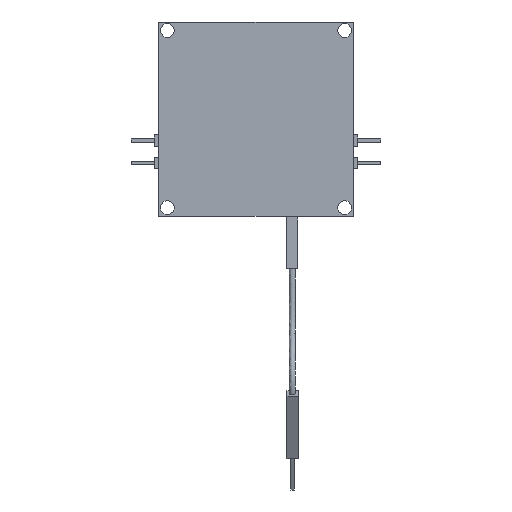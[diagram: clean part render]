
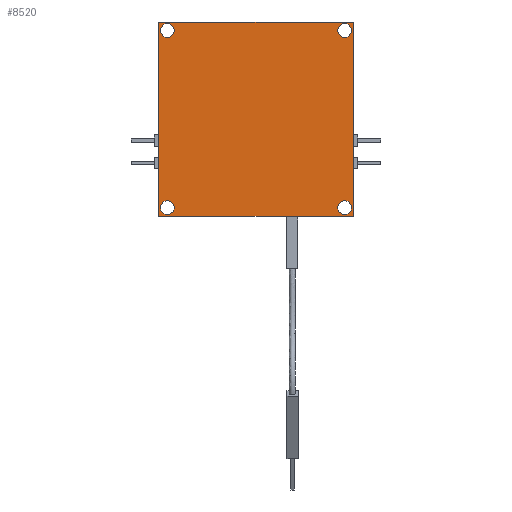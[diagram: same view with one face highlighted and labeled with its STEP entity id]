
A CAD part, front view. The second image highlights one B-rep face of the part: STEP entity #8520.
In plain terms, the highlighted planar face has unit normal (0, -1, 0).
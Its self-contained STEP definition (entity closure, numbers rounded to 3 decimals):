
#165 = AXIS2_PLACEMENT_3D ( 'NONE', #3164, #2202, #8212 ) ;
#313 = VERTEX_POINT ( 'NONE', #8428 ) ;
#413 = EDGE_CURVE ( 'NONE', #4257, #3156, #1045, .T. ) ;
#734 = DIRECTION ( 'NONE',  ( 0., 1., 0. ) ) ;
#767 = EDGE_CURVE ( 'NONE', #1033, #10300, #4858, .T. ) ;
#787 = EDGE_CURVE ( 'NONE', #10300, #1033, #6853, .T. ) ;
#803 = DIRECTION ( 'NONE',  ( 0., 0., 1. ) ) ;
#833 = CARTESIAN_POINT ( 'NONE',  ( 19.8, 0., 18.25 ) ) ;
#910 = ORIENTED_EDGE ( 'NONE', *, *, #767, .T. ) ;
#1033 = VERTEX_POINT ( 'NONE', #11180 ) ;
#1045 = LINE ( 'NONE', #10582, #8656 ) ;
#1075 = VECTOR ( 'NONE', #11200, 1000. ) ;
#1199 = DIRECTION ( 'NONE',  ( 0., 1., 0. ) ) ;
#1290 = EDGE_LOOP ( 'NONE', ( #910, #9984 ) ) ;
#1385 = DIRECTION ( 'NONE',  ( 0., 0., 1. ) ) ;
#1548 = EDGE_LOOP ( 'NONE', ( #5951, #8035 ) ) ;
#1577 = FACE_BOUND ( 'NONE', #11085, .T. ) ;
#1693 = FACE_OUTER_BOUND ( 'NONE', #7700, .T. ) ;
#2116 = CARTESIAN_POINT ( 'NONE',  ( 19.8, 0., 19.8 ) ) ;
#2202 = DIRECTION ( 'NONE',  ( 0., 1., 0. ) ) ;
#2300 = CARTESIAN_POINT ( 'NONE',  ( 19.8, 0., -19.8 ) ) ;
#2423 = DIRECTION ( 'NONE',  ( 0., 1., 0. ) ) ;
#2428 = FACE_BOUND ( 'NONE', #1548, .T. ) ;
#2519 = LINE ( 'NONE', #9334, #1075 ) ;
#2580 = DIRECTION ( 'NONE',  ( 1., 0., 0. ) ) ;
#2953 = DIRECTION ( 'NONE',  ( 0., 0., 1. ) ) ;
#3119 = ORIENTED_EDGE ( 'NONE', *, *, #8816, .F. ) ;
#3156 = VERTEX_POINT ( 'NONE', #6754 ) ;
#3164 = CARTESIAN_POINT ( 'NONE',  ( -19.8, 0., -19.8 ) ) ;
#3187 = VERTEX_POINT ( 'NONE', #5386 ) ;
#3319 = ORIENTED_EDGE ( 'NONE', *, *, #8163, .T. ) ;
#3690 = CIRCLE ( 'NONE', #8037, 1.55 ) ;
#3762 = EDGE_CURVE ( 'NONE', #4801, #313, #3836, .T. ) ;
#3800 = VERTEX_POINT ( 'NONE', #9128 ) ;
#3836 = CIRCLE ( 'NONE', #165, 1.55 ) ;
#3988 = DIRECTION ( 'NONE',  ( 0., 1., 0. ) ) ;
#4251 = DIRECTION ( 'NONE',  ( 0., 0., 1. ) ) ;
#4257 = VERTEX_POINT ( 'NONE', #8141 ) ;
#4362 = EDGE_CURVE ( 'NONE', #3800, #4257, #11244, .T. ) ;
#4396 = CIRCLE ( 'NONE', #9851, 1.55 ) ;
#4504 = EDGE_CURVE ( 'NONE', #6219, #11231, #10045, .T. ) ;
#4801 = VERTEX_POINT ( 'NONE', #5038 ) ;
#4858 = CIRCLE ( 'NONE', #5213, 1.55 ) ;
#4960 = CARTESIAN_POINT ( 'NONE',  ( 21.7, 0., 21.7 ) ) ;
#5038 = CARTESIAN_POINT ( 'NONE',  ( -19.8, 0., -21.35 ) ) ;
#5060 = DIRECTION ( 'NONE',  ( 0., 0., 1. ) ) ;
#5140 = FACE_BOUND ( 'NONE', #1290, .T. ) ;
#5190 = CARTESIAN_POINT ( 'NONE',  ( 0., 0., 0. ) ) ;
#5200 = EDGE_CURVE ( 'NONE', #8835, #8669, #10558, .T. ) ;
#5213 = AXIS2_PLACEMENT_3D ( 'NONE', #9393, #3988, #5060 ) ;
#5255 = DIRECTION ( 'NONE',  ( 0., 1., 0. ) ) ;
#5330 = DIRECTION ( 'NONE',  ( 0., 1., 0. ) ) ;
#5386 = CARTESIAN_POINT ( 'NONE',  ( 21.7, 0., -21.7 ) ) ;
#5596 = CARTESIAN_POINT ( 'NONE',  ( -19.8, 0., 18.25 ) ) ;
#5867 = VECTOR ( 'NONE', #8204, 1000. ) ;
#5884 = DIRECTION ( 'NONE',  ( 0., 0., 1. ) ) ;
#5890 = DIRECTION ( 'NONE',  ( 0., 0., 1. ) ) ;
#5951 = ORIENTED_EDGE ( 'NONE', *, *, #3762, .T. ) ;
#6067 = EDGE_CURVE ( 'NONE', #313, #4801, #3690, .T. ) ;
#6219 = VERTEX_POINT ( 'NONE', #833 ) ;
#6644 = CARTESIAN_POINT ( 'NONE',  ( 19.8, 0., 19.8 ) ) ;
#6727 = CARTESIAN_POINT ( 'NONE',  ( -19.8, 0., 19.8 ) ) ;
#6754 = CARTESIAN_POINT ( 'NONE',  ( 21.7, 0., 21.7 ) ) ;
#6757 = EDGE_LOOP ( 'NONE', ( #7505, #9886 ) ) ;
#6853 = CIRCLE ( 'NONE', #11209, 1.55 ) ;
#6978 = CARTESIAN_POINT ( 'NONE',  ( -21.7, 0., -21.7 ) ) ;
#7299 = VECTOR ( 'NONE', #803, 1000. ) ;
#7505 = ORIENTED_EDGE ( 'NONE', *, *, #4504, .T. ) ;
#7529 = CARTESIAN_POINT ( 'NONE',  ( 19.8, 0., -18.25 ) ) ;
#7556 = ORIENTED_EDGE ( 'NONE', *, *, #413, .F. ) ;
#7673 = CARTESIAN_POINT ( 'NONE',  ( 19.8, 0., 21.35 ) ) ;
#7685 = ORIENTED_EDGE ( 'NONE', *, *, #5200, .T. ) ;
#7700 = EDGE_LOOP ( 'NONE', ( #10004, #3119, #7556, #7997 ) ) ;
#7864 = CIRCLE ( 'NONE', #11142, 1.55 ) ;
#7997 = ORIENTED_EDGE ( 'NONE', *, *, #4362, .F. ) ;
#8035 = ORIENTED_EDGE ( 'NONE', *, *, #6067, .T. ) ;
#8037 = AXIS2_PLACEMENT_3D ( 'NONE', #9584, #5255, #8723 ) ;
#8141 = CARTESIAN_POINT ( 'NONE',  ( -21.7, 0., 21.7 ) ) ;
#8163 = EDGE_CURVE ( 'NONE', #8669, #8835, #4396, .T. ) ;
#8204 = DIRECTION ( 'NONE',  ( 0., 0., -1. ) ) ;
#8212 = DIRECTION ( 'NONE',  ( 0., 0., 1. ) ) ;
#8312 = LINE ( 'NONE', #4960, #5867 ) ;
#8428 = CARTESIAN_POINT ( 'NONE',  ( -19.8, 0., -18.25 ) ) ;
#8520 = ADVANCED_FACE ( 'NONE', ( #1693, #2428, #5140, #11172, #1577 ), #9525, .F. ) ;
#8591 = AXIS2_PLACEMENT_3D ( 'NONE', #6727, #2423, #5884 ) ;
#8611 = DIRECTION ( 'NONE',  ( 0., 1., 0. ) ) ;
#8656 = VECTOR ( 'NONE', #2580, 1000. ) ;
#8669 = VERTEX_POINT ( 'NONE', #8830 ) ;
#8674 = CARTESIAN_POINT ( 'NONE',  ( -19.8, 0., 19.8 ) ) ;
#8723 = DIRECTION ( 'NONE',  ( 0., 0., 1. ) ) ;
#8798 = DIRECTION ( 'NONE',  ( 0., 0., 1. ) ) ;
#8816 = EDGE_CURVE ( 'NONE', #3156, #3187, #8312, .T. ) ;
#8830 = CARTESIAN_POINT ( 'NONE',  ( -19.8, 0., 21.35 ) ) ;
#8835 = VERTEX_POINT ( 'NONE', #5596 ) ;
#9128 = CARTESIAN_POINT ( 'NONE',  ( -21.7, 0., -21.7 ) ) ;
#9163 = DIRECTION ( 'NONE',  ( 0., 1., 0. ) ) ;
#9184 = EDGE_CURVE ( 'NONE', #11231, #6219, #7864, .T. ) ;
#9334 = CARTESIAN_POINT ( 'NONE',  ( 21.7, 0., -21.7 ) ) ;
#9393 = CARTESIAN_POINT ( 'NONE',  ( 19.8, 0., -19.8 ) ) ;
#9525 = PLANE ( 'NONE',  #10766 ) ;
#9584 = CARTESIAN_POINT ( 'NONE',  ( -19.8, 0., -19.8 ) ) ;
#9669 = AXIS2_PLACEMENT_3D ( 'NONE', #2116, #5330, #8798 ) ;
#9851 = AXIS2_PLACEMENT_3D ( 'NONE', #8674, #734, #4251 ) ;
#9886 = ORIENTED_EDGE ( 'NONE', *, *, #9184, .T. ) ;
#9984 = ORIENTED_EDGE ( 'NONE', *, *, #787, .T. ) ;
#10004 = ORIENTED_EDGE ( 'NONE', *, *, #11243, .F. ) ;
#10045 = CIRCLE ( 'NONE', #9669, 1.55 ) ;
#10300 = VERTEX_POINT ( 'NONE', #7529 ) ;
#10558 = CIRCLE ( 'NONE', #8591, 1.55 ) ;
#10582 = CARTESIAN_POINT ( 'NONE',  ( -21.7, 0., 21.7 ) ) ;
#10766 = AXIS2_PLACEMENT_3D ( 'NONE', #5190, #8611, #5890 ) ;
#11085 = EDGE_LOOP ( 'NONE', ( #7685, #3319 ) ) ;
#11142 = AXIS2_PLACEMENT_3D ( 'NONE', #6644, #9163, #1385 ) ;
#11172 = FACE_BOUND ( 'NONE', #6757, .T. ) ;
#11180 = CARTESIAN_POINT ( 'NONE',  ( 19.8, 0., -21.35 ) ) ;
#11200 = DIRECTION ( 'NONE',  ( -1., 0., 0. ) ) ;
#11209 = AXIS2_PLACEMENT_3D ( 'NONE', #2300, #1199, #2953 ) ;
#11231 = VERTEX_POINT ( 'NONE', #7673 ) ;
#11243 = EDGE_CURVE ( 'NONE', #3187, #3800, #2519, .T. ) ;
#11244 = LINE ( 'NONE', #6978, #7299 ) ;
